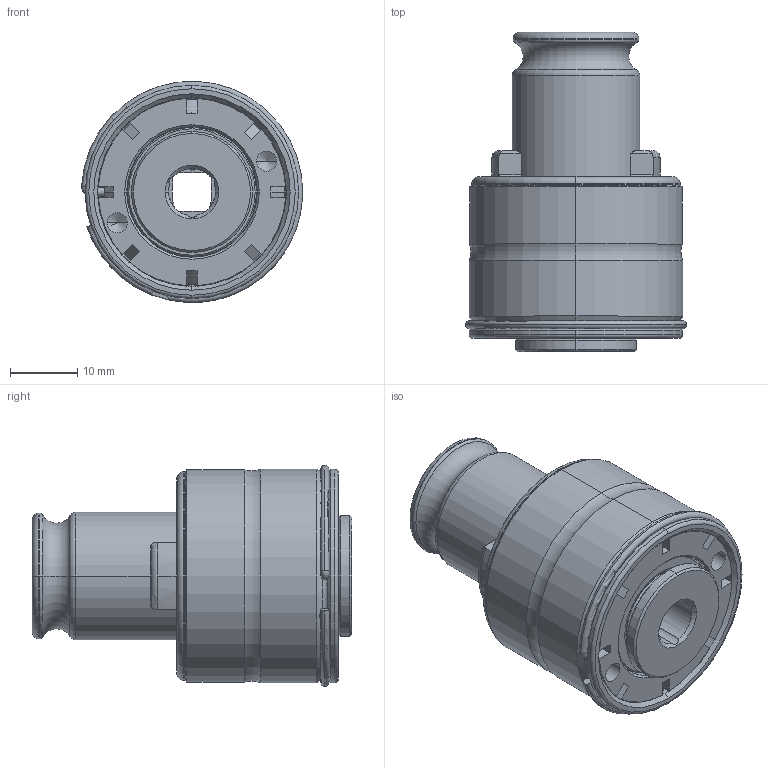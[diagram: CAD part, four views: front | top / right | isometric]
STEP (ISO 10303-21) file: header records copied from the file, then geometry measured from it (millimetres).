
FILE_DESCRIPTION((''),'2;1');
FILE_NAME('19-1_STEP_77','2020-12-19T09:13:33',('046'),(''),'CREO PARAMETRIC BY PTC INC, 2019352','CREO PARAMETRIC BY PTC INC, 2019352','');
FILE_SCHEMA(('CONFIG_CONTROL_DESIGN'));
Length unit declared in the file: millimetre
Products named in the file (1): 19-1_STEP_77
Bounding box: 32.87 x 47.5 x 32.88 mm (x, y, z)
Volume: 16977.4 mm3; surface area: 12242.9 mm2
Topology: 2 solids, 2 shells, 245 faces, 661 edges, 403 vertices
Faces by surface type: cylinder 72, cone 72, plane 63, torus 32, sphere 6
Entity records: 8249 total; most frequent: CARTESIAN_POINT 2097, DIRECTION 1302, ORIENTED_EDGE 1302, EDGE_CURVE 651, AXIS2_PLACEMENT_3D 525, VERTEX_POINT 403, CIRCLE 280, EDGE_LOOP 264
